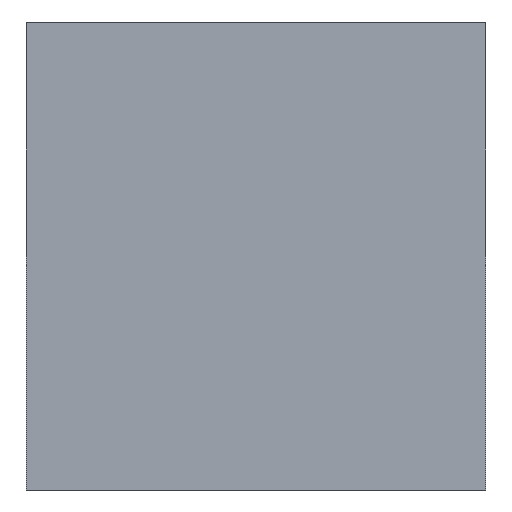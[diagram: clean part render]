
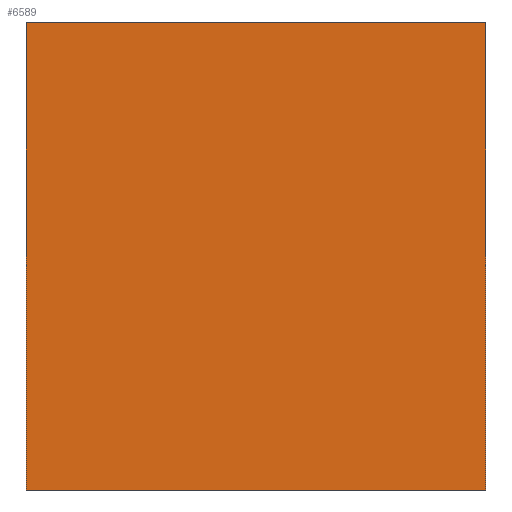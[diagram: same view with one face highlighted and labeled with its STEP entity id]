
A CAD part, left-side view. The second image highlights one B-rep face of the part: STEP entity #6589.
In plain terms, the highlighted planar face has unit normal (-1, 0, 0).
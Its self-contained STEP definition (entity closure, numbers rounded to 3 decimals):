
#66=PLANE('',#7045);
#524=FACE_OUTER_BOUND('',#914,.T.);
#914=EDGE_LOOP('',(#5838,#5839,#5840,#5841));
#1840=LINE('',#28161,#2197);
#1843=LINE('',#28167,#2200);
#1848=LINE('',#28176,#2205);
#1853=LINE('',#28184,#2210);
#2197=VECTOR('',#8262,10.);
#2200=VECTOR('',#8267,10.);
#2205=VECTOR('',#8276,10.);
#2210=VECTOR('',#8283,10.);
#2838=VERTEX_POINT('',#28158);
#2839=VERTEX_POINT('',#28160);
#2840=VERTEX_POINT('',#28164);
#2841=VERTEX_POINT('',#28166);
#3838=EDGE_CURVE('',#2839,#2838,#1840,.T.);
#3841=EDGE_CURVE('',#2841,#2840,#1843,.T.);
#3846=EDGE_CURVE('',#2840,#2839,#1848,.T.);
#3851=EDGE_CURVE('',#2838,#2841,#1853,.T.);
#5838=ORIENTED_EDGE('',*,*,#3841,.T.);
#5839=ORIENTED_EDGE('',*,*,#3846,.T.);
#5840=ORIENTED_EDGE('',*,*,#3838,.T.);
#5841=ORIENTED_EDGE('',*,*,#3851,.T.);
#6589=ADVANCED_FACE('',(#524),#66,.T.);
#7045=AXIS2_PLACEMENT_3D('',#28185,#8284,#8285);
#8262=DIRECTION('',(0.,0.,1.));
#8267=DIRECTION('',(0.,0.,-1.));
#8276=DIRECTION('',(0.,-1.,0.));
#8283=DIRECTION('',(0.,1.,0.));
#8284=DIRECTION('center_axis',(-1.,0.,0.));
#8285=DIRECTION('ref_axis',(0.,0.,1.));
#28158=CARTESIAN_POINT('',(-94.,-31.15,31.75));
#28160=CARTESIAN_POINT('',(-94.,-31.15,-31.75));
#28161=CARTESIAN_POINT('',(-94.,-31.15,-31.75));
#28164=CARTESIAN_POINT('',(-94.,31.15,-31.75));
#28166=CARTESIAN_POINT('',(-94.,31.15,31.75));
#28167=CARTESIAN_POINT('',(-94.,31.15,31.75));
#28176=CARTESIAN_POINT('',(-94.,31.15,-31.75));
#28184=CARTESIAN_POINT('',(-94.,-31.15,31.75));
#28185=CARTESIAN_POINT('Origin',(-94.,0.,0.));
